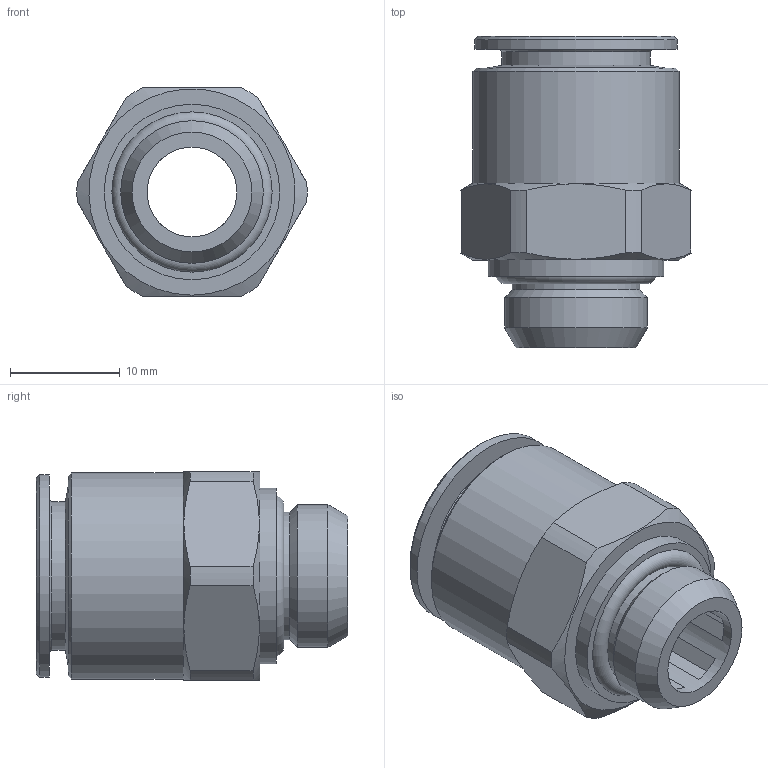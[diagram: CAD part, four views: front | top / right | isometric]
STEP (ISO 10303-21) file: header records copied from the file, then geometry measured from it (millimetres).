
FILE_DESCRIPTION(/* description */ ('STEP AP214'),/* implementation_level */ '2;1');
FILE_NAME(/* name */ 'A0020062',/* time_stamp */ '2023-04-06T11:51:50+02:00',/* author */ ('License CC BY-ND 4.0'),/* organization */ ('CADENAS'),/* preprocessor_version */ 'ST-DEVELOPER v19.3',/* originating_system */ 'PARTsolutions',/* authorisation */ ' ');
FILE_SCHEMA (('AUTOMOTIVE_DESIGN {1 0 10303 214 3 1 1}'));
Length unit declared in the file: millimetre
Products named in the file (1): A0020062
Bounding box: 20.99 x 28.4 x 19 mm (x, y, z)
Volume: 3968.7 mm3; surface area: 3206.7 mm2
Topology: 1 solids, 1 shells, 55 faces, 137 edges, 88 vertices
Faces by surface type: plane 30, cylinder 14, cone 10, torus 1
Full cylindrical faces by diameter (mm): 8.2 x1, 11.6 x1, 12.15 x1, 13 x1, 13.5 x1, 16 x1, 18.5 x1, 18.8 x1
Entity records: 1947 total; most frequent: CARTESIAN_POINT 336, DIRECTION 248, ORIENTED_EDGE 226, EDGE_CURVE 113, AXIS2_PLACEMENT_3D 103, VERTEX_POINT 83, EDGE_LOOP 80, FACE_BOUND 80
